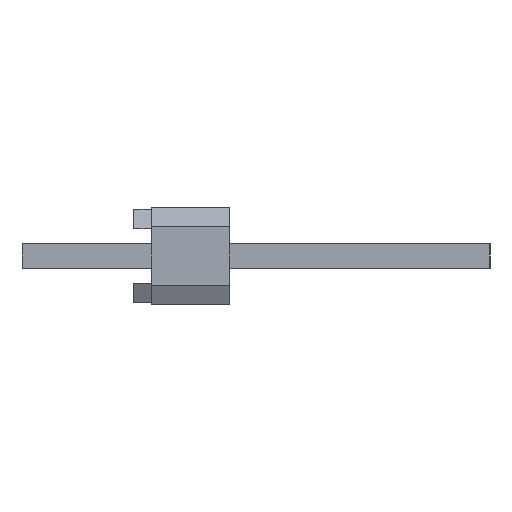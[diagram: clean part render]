
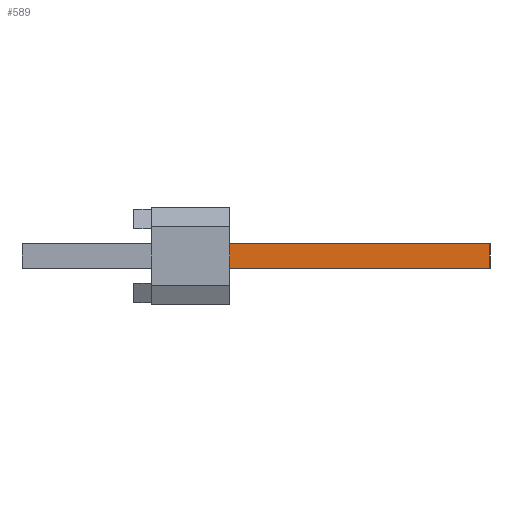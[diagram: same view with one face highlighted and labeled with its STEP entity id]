
A CAD part, left-side view. The second image highlights one B-rep face of the part: STEP entity #589.
In plain terms, the highlighted planar face has unit normal (-1, 0, 0).
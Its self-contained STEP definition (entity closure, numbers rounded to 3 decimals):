
#589=ADVANCED_FACE('',(#1303),#1304,.T.);
#1303=FACE_OUTER_BOUND('',#2483,.T.);
#1304=PLANE('',#2484);
#2483=EDGE_LOOP('',(#4242,#4243,#4244,#4245));
#2484=AXIS2_PLACEMENT_3D('',#4246,#4247,#4248);
#4242=ORIENTED_EDGE('',*,*,#8300,.T.);
#4243=ORIENTED_EDGE('',*,*,#8478,.T.);
#4244=ORIENTED_EDGE('',*,*,#8306,.F.);
#4245=ORIENTED_EDGE('',*,*,#8423,.F.);
#4246=CARTESIAN_POINT('',(-16.828,-1.016,-0.318));
#4247=DIRECTION('',(-1.0,0.0,0.0));
#4248=DIRECTION('',(0.0,0.0,1.0));
#8300=EDGE_CURVE('',#10041,#10039,#10042,.T.);
#8306=EDGE_CURVE('',#10050,#10051,#10052,.T.);
#8423=EDGE_CURVE('',#10041,#10050,#10283,.T.);
#8478=EDGE_CURVE('',#10039,#10051,#10390,.T.);
#10039=VERTEX_POINT('',#12675);
#10041=VERTEX_POINT('',#12678);
#10042=LINE('',#12679,#12680);
#10050=VERTEX_POINT('',#12693);
#10051=VERTEX_POINT('',#12694);
#10052=LINE('',#12695,#12696);
#10283=LINE('',#13043,#13044);
#10390=LINE('',#13205,#13206);
#12675=CARTESIAN_POINT('',(-16.828,-7.772,-0.318));
#12678=CARTESIAN_POINT('',(-16.828,-1.016,-0.318));
#12679=CARTESIAN_POINT('',(-16.828,-1.016,-0.318));
#12680=VECTOR('',#15468,6.756);
#12693=CARTESIAN_POINT('',(-16.828,-1.016,0.318));
#12694=CARTESIAN_POINT('',(-16.828,-7.772,0.318));
#12695=CARTESIAN_POINT('',(-16.828,-1.016,0.318));
#12696=VECTOR('',#15474,6.756);
#13043=CARTESIAN_POINT('',(-16.828,-1.016,-0.318));
#13044=VECTOR('',#15591,0.635);
#13205=CARTESIAN_POINT('',(-16.828,-7.772,-0.318));
#13206=VECTOR('',#15646,0.635);
#15468=DIRECTION('',(0.0,-1.0,0.0));
#15474=DIRECTION('',(0.0,-1.0,0.0));
#15591=DIRECTION('',(0.0,0.0,1.0));
#15646=DIRECTION('',(0.0,0.0,1.0));
